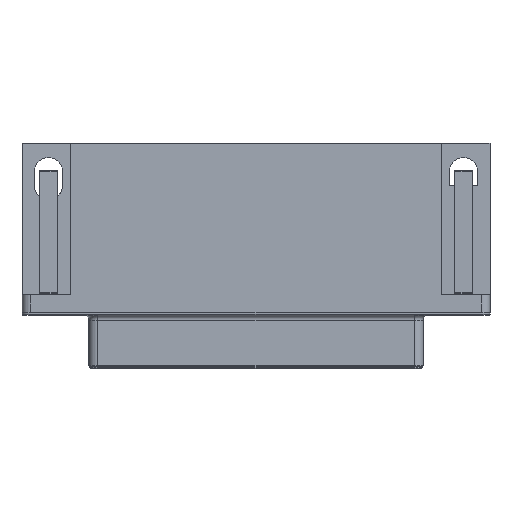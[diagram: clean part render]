
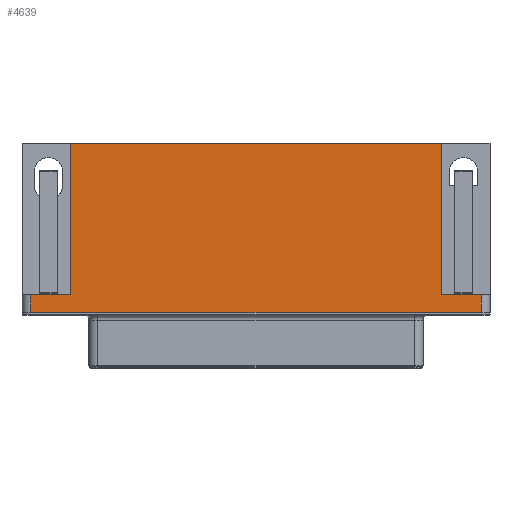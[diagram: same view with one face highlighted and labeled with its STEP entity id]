
A CAD part, top view. The second image highlights one B-rep face of the part: STEP entity #4639.
In plain terms, the highlighted planar face has unit normal (0, 0, 1).
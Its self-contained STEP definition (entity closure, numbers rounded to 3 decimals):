
#3972 = VERTEX_POINT('',#3973);
#3973 = CARTESIAN_POINT('',(-42.17,-17.4,12.5));
#3998 = VERTEX_POINT('',#3999);
#3999 = CARTESIAN_POINT('',(8.93,-17.4,12.5));
#4022 = EDGE_CURVE('',#3998,#3972,#4023,.T.);
#4023 = LINE('',#4024,#4025);
#4024 = CARTESIAN_POINT('',(9.93,-17.4,12.5));
#4025 = VECTOR('',#4026,1.);
#4026 = DIRECTION('',(-1.,0.,0.));
#4593 = EDGE_CURVE('',#3972,#4594,#4596,.T.);
#4594 = VERTEX_POINT('',#4595);
#4595 = CARTESIAN_POINT('',(-42.17,-15.4,12.5));
#4596 = LINE('',#4597,#4598);
#4597 = CARTESIAN_POINT('',(-42.17,-17.4,12.5));
#4598 = VECTOR('',#4599,1.);
#4599 = DIRECTION('',(0.,1.,0.));
#4618 = EDGE_CURVE('',#3998,#4619,#4621,.T.);
#4619 = VERTEX_POINT('',#4620);
#4620 = CARTESIAN_POINT('',(8.93,-15.4,12.5));
#4621 = LINE('',#4622,#4623);
#4622 = CARTESIAN_POINT('',(8.93,-17.4,12.5));
#4623 = VECTOR('',#4624,1.);
#4624 = DIRECTION('',(0.,1.,0.));
#4639 = ADVANCED_FACE('',(#4640),#4683,.T.);
#4640 = FACE_BOUND('',#4641,.T.);
#4641 = EDGE_LOOP('',(#4642,#4643,#4644,#4652,#4660,#4668,#4676,#4682));
#4642 = ORIENTED_EDGE('',*,*,#4022,.F.);
#4643 = ORIENTED_EDGE('',*,*,#4618,.T.);
#4644 = ORIENTED_EDGE('',*,*,#4645,.F.);
#4645 = EDGE_CURVE('',#4646,#4619,#4648,.T.);
#4646 = VERTEX_POINT('',#4647);
#4647 = CARTESIAN_POINT('',(4.43,-15.4,12.5));
#4648 = LINE('',#4649,#4650);
#4649 = CARTESIAN_POINT('',(8.93,-15.4,12.5));
#4650 = VECTOR('',#4651,1.);
#4651 = DIRECTION('',(1.,0.,0.));
#4652 = ORIENTED_EDGE('',*,*,#4653,.F.);
#4653 = EDGE_CURVE('',#4654,#4646,#4656,.T.);
#4654 = VERTEX_POINT('',#4655);
#4655 = CARTESIAN_POINT('',(4.43,1.8,12.5));
#4656 = LINE('',#4657,#4658);
#4657 = CARTESIAN_POINT('',(4.43,-16.4,12.5));
#4658 = VECTOR('',#4659,1.);
#4659 = DIRECTION('',(0.,-1.,0.));
#4660 = ORIENTED_EDGE('',*,*,#4661,.T.);
#4661 = EDGE_CURVE('',#4654,#4662,#4664,.T.);
#4662 = VERTEX_POINT('',#4663);
#4663 = CARTESIAN_POINT('',(-37.67,1.8,12.5));
#4664 = LINE('',#4665,#4666);
#4665 = CARTESIAN_POINT('',(9.93,1.8,12.5));
#4666 = VECTOR('',#4667,1.);
#4667 = DIRECTION('',(-1.,0.,0.));
#4668 = ORIENTED_EDGE('',*,*,#4669,.F.);
#4669 = EDGE_CURVE('',#4670,#4662,#4672,.T.);
#4670 = VERTEX_POINT('',#4671);
#4671 = CARTESIAN_POINT('',(-37.67,-15.4,12.5));
#4672 = LINE('',#4673,#4674);
#4673 = CARTESIAN_POINT('',(-37.67,-16.4,12.5));
#4674 = VECTOR('',#4675,1.);
#4675 = DIRECTION('',(0.,1.,0.));
#4676 = ORIENTED_EDGE('',*,*,#4677,.F.);
#4677 = EDGE_CURVE('',#4594,#4670,#4678,.T.);
#4678 = LINE('',#4679,#4680);
#4679 = CARTESIAN_POINT('',(-15.62,-15.4,12.5));
#4680 = VECTOR('',#4681,1.);
#4681 = DIRECTION('',(1.,0.,0.));
#4682 = ORIENTED_EDGE('',*,*,#4593,.F.);
#4683 = PLANE('',#4684);
#4684 = AXIS2_PLACEMENT_3D('',#4685,#4686,#4687);
#4685 = CARTESIAN_POINT('',(9.93,-17.4,12.5));
#4686 = DIRECTION('',(0.,0.,1.));
#4687 = DIRECTION('',(-1.,0.,0.));
